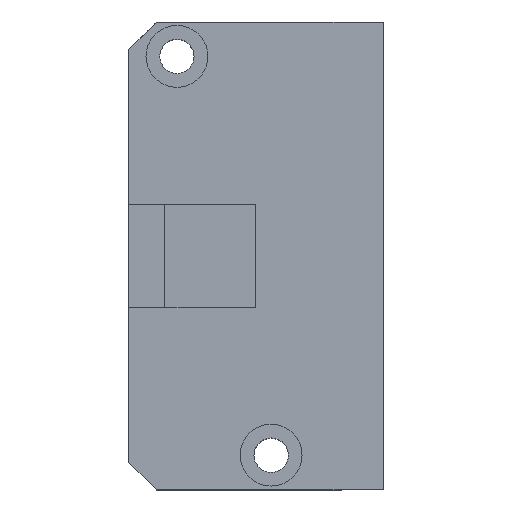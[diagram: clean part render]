
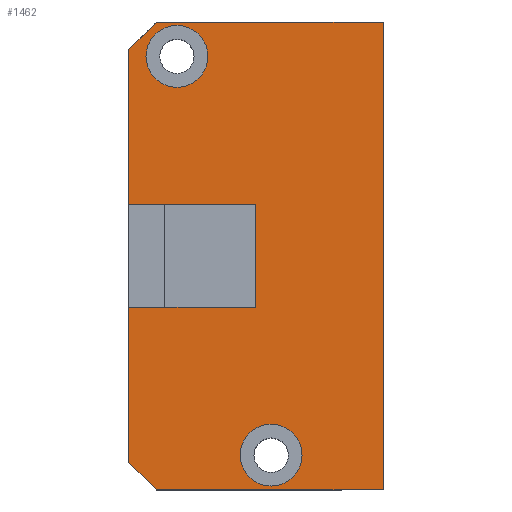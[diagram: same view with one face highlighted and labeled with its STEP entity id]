
A CAD part, top view. The second image highlights one B-rep face of the part: STEP entity #1462.
In plain terms, the highlighted planar face has unit normal (0, 0, 1).
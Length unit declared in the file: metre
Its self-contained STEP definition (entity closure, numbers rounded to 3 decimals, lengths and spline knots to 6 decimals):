
#48=LINE('',#2107,#217);
#56=LINE('',#2123,#225);
#83=LINE('',#2190,#252);
#101=LINE('',#2240,#270);
#113=LINE('',#2267,#282);
#114=LINE('',#2269,#283);
#115=LINE('',#2271,#284);
#116=LINE('',#2272,#285);
#117=LINE('',#2273,#286);
#118=LINE('',#2274,#287);
#217=VECTOR('',#1698,1.);
#225=VECTOR('',#1706,1.);
#252=VECTOR('',#1741,1.);
#270=VECTOR('',#1775,1.);
#282=VECTOR('',#1799,1.);
#283=VECTOR('',#1800,1.);
#284=VECTOR('',#1801,1.);
#285=VECTOR('',#1802,1.);
#286=VECTOR('',#1803,1.);
#287=VECTOR('',#1804,1.);
#375=PLANE('',#1568);
#545=ORIENTED_EDGE('',*,*,#934,.T.);
#546=ORIENTED_EDGE('',*,*,#935,.T.);
#547=ORIENTED_EDGE('',*,*,#869,.F.);
#548=ORIENTED_EDGE('',*,*,#936,.T.);
#549=ORIENTED_EDGE('',*,*,#937,.F.);
#550=ORIENTED_EDGE('',*,*,#938,.F.);
#551=ORIENTED_EDGE('',*,*,#861,.F.);
#552=ORIENTED_EDGE('',*,*,#939,.F.);
#553=ORIENTED_EDGE('',*,*,#899,.F.);
#554=ORIENTED_EDGE('',*,*,#940,.F.);
#555=ORIENTED_EDGE('',*,*,#922,.F.);
#556=ORIENTED_EDGE('',*,*,#941,.F.);
#861=EDGE_CURVE('',#1063,#1064,#48,.T.);
#869=EDGE_CURVE('',#1071,#1072,#56,.T.);
#899=EDGE_CURVE('',#1100,#1101,#83,.T.);
#922=EDGE_CURVE('',#1117,#1118,#101,.T.);
#934=EDGE_CURVE('',#1125,#1125,#1190,.T.);
#935=EDGE_CURVE('',#1126,#1126,#1191,.T.);
#936=EDGE_CURVE('',#1071,#1127,#113,.T.);
#937=EDGE_CURVE('',#1128,#1127,#114,.T.);
#938=EDGE_CURVE('',#1064,#1128,#115,.T.);
#939=EDGE_CURVE('',#1101,#1063,#116,.F.);
#940=EDGE_CURVE('',#1118,#1100,#117,.T.);
#941=EDGE_CURVE('',#1072,#1117,#118,.F.);
#1063=VERTEX_POINT('',#2106);
#1064=VERTEX_POINT('',#2108);
#1071=VERTEX_POINT('',#2122);
#1072=VERTEX_POINT('',#2124);
#1100=VERTEX_POINT('',#2189);
#1101=VERTEX_POINT('',#2191);
#1117=VERTEX_POINT('',#2239);
#1118=VERTEX_POINT('',#2241);
#1125=VERTEX_POINT('',#2264);
#1126=VERTEX_POINT('',#2266);
#1127=VERTEX_POINT('',#2268);
#1128=VERTEX_POINT('',#2270);
#1190=CIRCLE('',#1569,0.0045);
#1191=CIRCLE('',#1570,0.0045);
#1231=EDGE_LOOP('',(#545));
#1232=EDGE_LOOP('',(#546));
#1233=EDGE_LOOP('',(#547,#548,#549,#550,#551,#552,#553,#554,#555,#556));
#1345=FACE_BOUND('',#1231,.T.);
#1346=FACE_BOUND('',#1232,.T.);
#1347=FACE_BOUND('',#1233,.T.);
#1462=ADVANCED_FACE('',(#1345,#1346,#1347),#375,.T.);
#1568=AXIS2_PLACEMENT_3D('',#2262,#1793,#1794);
#1569=AXIS2_PLACEMENT_3D('',#2263,#1795,#1796);
#1570=AXIS2_PLACEMENT_3D('',#2265,#1797,#1798);
#1698=DIRECTION('',(0.,1.,0.));
#1706=DIRECTION('',(0.,1.,0.));
#1741=DIRECTION('',(-1.,0.,0.));
#1775=DIRECTION('',(1.,0.,0.));
#1793=DIRECTION('',(0.,0.,1.));
#1794=DIRECTION('',(-1.,0.,0.));
#1795=DIRECTION('',(0.,0.,-1.));
#1796=DIRECTION('',(0.,-1.,0.));
#1797=DIRECTION('',(0.,0.,-1.));
#1798=DIRECTION('',(0.,-1.,0.));
#1799=DIRECTION('',(1.,0.,0.));
#1800=DIRECTION('',(0.,1.,0.));
#1801=DIRECTION('',(1.,0.,0.));
#1802=DIRECTION('',(0.707,-0.707,0.));
#1803=DIRECTION('',(0.,-1.,0.));
#1804=DIRECTION('',(-0.707,-0.707,0.));
#2106=CARTESIAN_POINT('',(0.4053,-0.028,0.05));
#2107=CARTESIAN_POINT('',(0.4053,0.002,0.05));
#2108=CARTESIAN_POINT('',(0.4053,-0.0055,0.05));
#2122=CARTESIAN_POINT('',(0.4053,0.0095,0.05));
#2123=CARTESIAN_POINT('',(0.4053,0.002,0.05));
#2124=CARTESIAN_POINT('',(0.4053,0.032,0.05));
#2189=CARTESIAN_POINT('',(0.4423,-0.032,0.05));
#2190=CARTESIAN_POINT('',(0.4238,-0.032,0.05));
#2191=CARTESIAN_POINT('',(0.4093,-0.032,0.05));
#2239=CARTESIAN_POINT('',(0.4093,0.036,0.05));
#2240=CARTESIAN_POINT('',(0.4238,0.036,0.05));
#2241=CARTESIAN_POINT('',(0.4423,0.036,0.05));
#2262=CARTESIAN_POINT('',(0.4238,0.002,0.05));
#2263=CARTESIAN_POINT('',(0.4123,0.031,0.05));
#2264=CARTESIAN_POINT('',(0.4123,0.0265,0.05));
#2265=CARTESIAN_POINT('',(0.426,-0.027,0.05));
#2266=CARTESIAN_POINT('',(0.426,-0.0315,0.05));
#2267=CARTESIAN_POINT('',(0.4238,0.0095,0.05));
#2268=CARTESIAN_POINT('',(0.4237,0.0095,0.05));
#2269=CARTESIAN_POINT('',(0.4237,0.002,0.05));
#2270=CARTESIAN_POINT('',(0.4237,-0.0055,0.05));
#2271=CARTESIAN_POINT('',(0.4238,-0.0055,0.05));
#2272=CARTESIAN_POINT('',(0.39955,-0.02225,0.05));
#2273=CARTESIAN_POINT('',(0.4423,0.002,0.05));
#2274=CARTESIAN_POINT('',(0.39955,0.02625,0.05));
